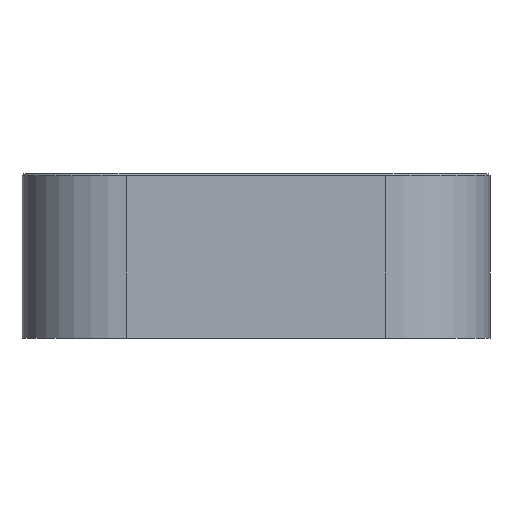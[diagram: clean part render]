
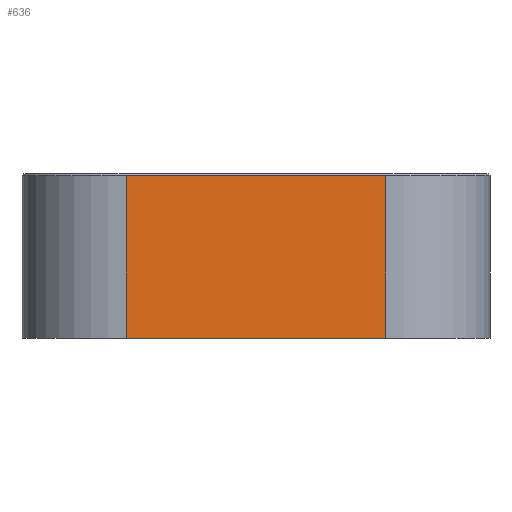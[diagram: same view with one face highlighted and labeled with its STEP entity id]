
A CAD part, front view. The second image highlights one B-rep face of the part: STEP entity #636.
In plain terms, the highlighted planar face has unit normal (0, -1, 0).
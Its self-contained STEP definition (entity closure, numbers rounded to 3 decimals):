
#199 = VERTEX_POINT('',#200);
#200 = CARTESIAN_POINT('',(20.5,-37.,25.7));
#249 = VERTEX_POINT('',#250);
#250 = CARTESIAN_POINT('',(-20.5,-37.,25.7));
#258 = EDGE_CURVE('',#249,#199,#259,.T.);
#259 = LINE('',#260,#261);
#260 = CARTESIAN_POINT('',(-20.5,-37.,25.7));
#261 = VECTOR('',#262,1.);
#262 = DIRECTION('',(1.,0.,0.));
#590 = EDGE_CURVE('',#591,#199,#593,.T.);
#591 = VERTEX_POINT('',#592);
#592 = CARTESIAN_POINT('',(20.5,-37.,0.));
#593 = LINE('',#594,#595);
#594 = CARTESIAN_POINT('',(20.5,-37.,0.));
#595 = VECTOR('',#596,1.);
#596 = DIRECTION('',(0.,0.,1.));
#636 = ADVANCED_FACE('',(#637),#655,.F.);
#637 = FACE_BOUND('',#638,.F.);
#638 = EDGE_LOOP('',(#639,#647,#648,#649));
#639 = ORIENTED_EDGE('',*,*,#640,.T.);
#640 = EDGE_CURVE('',#641,#249,#643,.T.);
#641 = VERTEX_POINT('',#642);
#642 = CARTESIAN_POINT('',(-20.5,-37.,0.));
#643 = LINE('',#644,#645);
#644 = CARTESIAN_POINT('',(-20.5,-37.,0.));
#645 = VECTOR('',#646,1.);
#646 = DIRECTION('',(0.,0.,1.));
#647 = ORIENTED_EDGE('',*,*,#258,.T.);
#648 = ORIENTED_EDGE('',*,*,#590,.F.);
#649 = ORIENTED_EDGE('',*,*,#650,.F.);
#650 = EDGE_CURVE('',#641,#591,#651,.T.);
#651 = LINE('',#652,#653);
#652 = CARTESIAN_POINT('',(-20.5,-37.,0.));
#653 = VECTOR('',#654,1.);
#654 = DIRECTION('',(1.,0.,0.));
#655 = PLANE('',#656);
#656 = AXIS2_PLACEMENT_3D('',#657,#658,#659);
#657 = CARTESIAN_POINT('',(-20.5,-37.,0.));
#658 = DIRECTION('',(0.,1.,0.));
#659 = DIRECTION('',(1.,0.,0.));
